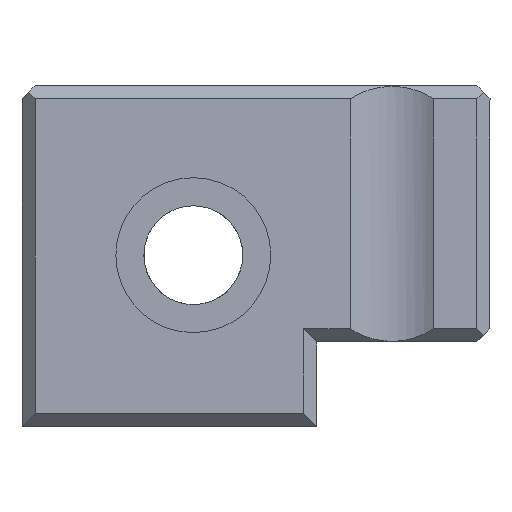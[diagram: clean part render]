
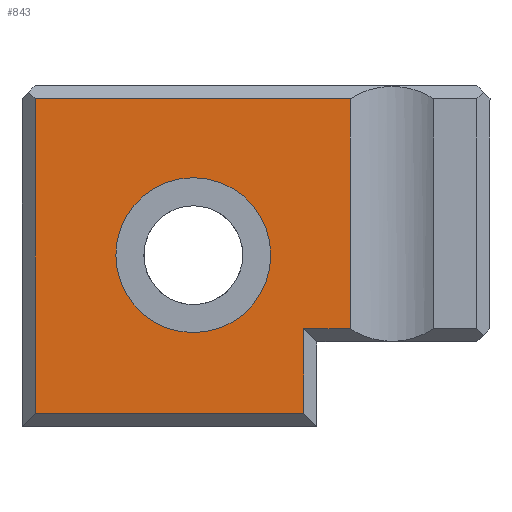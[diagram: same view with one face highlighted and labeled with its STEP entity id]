
A CAD part, front view. The second image highlights one B-rep face of the part: STEP entity #843.
In plain terms, the highlighted planar face has unit normal (0, -1, 0).
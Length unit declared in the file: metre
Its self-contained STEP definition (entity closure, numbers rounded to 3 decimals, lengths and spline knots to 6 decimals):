
#29=CIRCLE('',#880,0.00235);
#213=ORIENTED_EDGE('',*,*,#384,.F.);
#214=ORIENTED_EDGE('',*,*,#357,.T.);
#215=ORIENTED_EDGE('',*,*,#356,.T.);
#216=ORIENTED_EDGE('',*,*,#363,.T.);
#217=ORIENTED_EDGE('',*,*,#320,.T.);
#218=ORIENTED_EDGE('',*,*,#324,.T.);
#219=ORIENTED_EDGE('',*,*,#316,.F.);
#316=EDGE_CURVE('',#431,#431,#29,.T.);
#320=EDGE_CURVE('',#435,#434,#507,.T.);
#324=EDGE_CURVE('',#434,#438,#510,.T.);
#356=EDGE_CURVE('',#458,#459,#542,.T.);
#357=EDGE_CURVE('',#460,#458,#543,.T.);
#363=EDGE_CURVE('',#459,#435,#548,.T.);
#384=EDGE_CURVE('',#460,#438,#567,.T.);
#431=VERTEX_POINT('',#1244);
#434=VERTEX_POINT('',#1252);
#435=VERTEX_POINT('',#1254);
#438=VERTEX_POINT('',#1261);
#458=VERTEX_POINT('',#1320);
#459=VERTEX_POINT('',#1322);
#460=VERTEX_POINT('',#1326);
#507=LINE('',#1253,#611);
#510=LINE('',#1262,#614);
#542=LINE('',#1323,#646);
#543=LINE('',#1325,#647);
#548=LINE('',#1335,#652);
#567=LINE('',#1381,#671);
#611=VECTOR('',#996,1.);
#614=VECTOR('',#1003,1.);
#646=VECTOR('',#1051,1.);
#647=VECTOR('',#1054,1.);
#652=VECTOR('',#1063,1.);
#671=VECTOR('',#1108,1.);
#711=EDGE_LOOP('',(#213,#214,#215,#216,#217,#218));
#712=EDGE_LOOP('',(#219));
#759=FACE_BOUND('',#711,.T.);
#760=FACE_BOUND('',#712,.T.);
#801=PLANE('',#910);
#843=ADVANCED_FACE('',(#759,#760),#801,.T.);
#880=AXIS2_PLACEMENT_3D('',#1243,#985,#986);
#910=AXIS2_PLACEMENT_3D('',#1380,#1106,#1107);
#985=DIRECTION('',(0.,-1.,0.));
#986=DIRECTION('',(1.,0.,0.));
#996=DIRECTION('',(0.,0.,1.));
#1003=DIRECTION('',(1.,0.,0.));
#1051=DIRECTION('',(0.,0.,-1.));
#1054=DIRECTION('',(-1.,0.,0.));
#1063=DIRECTION('',(1.,0.,0.));
#1106=DIRECTION('',(0.,-1.,0.));
#1107=DIRECTION('',(0.,0.,1.));
#1108=DIRECTION('',(0.,0.,-1.));
#1243=CARTESIAN_POINT('',(0.018108,-0.07523,-0.029628));
#1244=CARTESIAN_POINT('',(0.020458,-0.07523,-0.029628));
#1252=CARTESIAN_POINT('',(0.02146,-0.07523,-0.031862));
#1253=CARTESIAN_POINT('',(0.02146,-0.07523,-0.032262));
#1254=CARTESIAN_POINT('',(0.02146,-0.07523,-0.034421));
#1261=CARTESIAN_POINT('',(0.022868,-0.07523,-0.031862));
#1262=CARTESIAN_POINT('',(0.03211,-0.07523,-0.031862));
#1320=CARTESIAN_POINT('',(0.01331,-0.07523,-0.024884));
#1322=CARTESIAN_POINT('',(0.01331,-0.07523,-0.034421));
#1323=CARTESIAN_POINT('',(0.01331,-0.07523,-0.034821));
#1325=CARTESIAN_POINT('',(0.03211,-0.07523,-0.024884));
#1326=CARTESIAN_POINT('',(0.022868,-0.07523,-0.024884));
#1335=CARTESIAN_POINT('',(0.022997,-0.07523,-0.034421));
#1380=CARTESIAN_POINT('',(0.03211,-0.07523,-0.059484));
#1381=CARTESIAN_POINT('',(0.022868,-0.07523,-0.007262));
